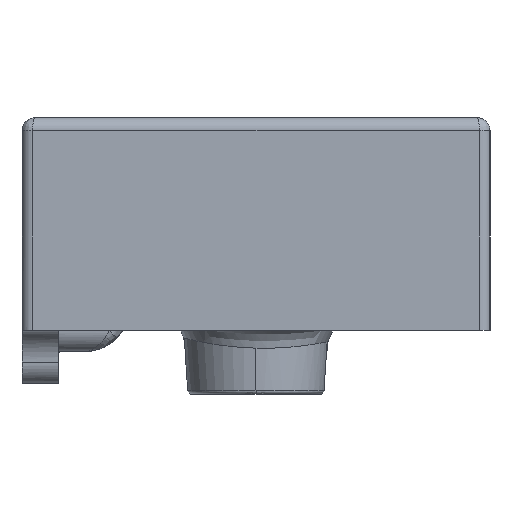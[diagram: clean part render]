
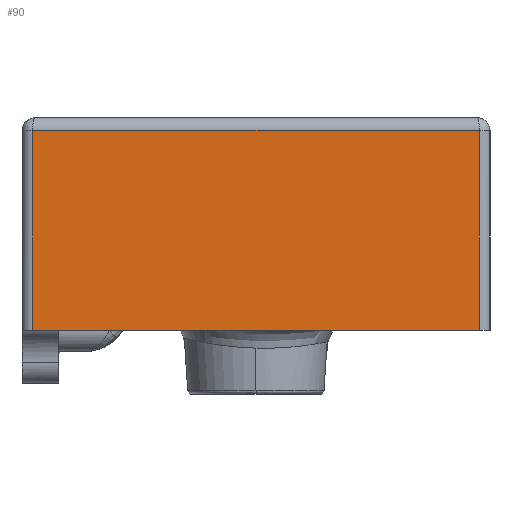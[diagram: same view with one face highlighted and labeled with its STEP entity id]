
A CAD part, left-side view. The second image highlights one B-rep face of the part: STEP entity #90.
In plain terms, the highlighted planar face has unit normal (1, 0, 0).
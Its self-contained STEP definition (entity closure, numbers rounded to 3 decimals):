
#90=ADVANCED_FACE('',(#458),#5961,.T.);
#458=FACE_OUTER_BOUND('',#836,.T.);
#836=EDGE_LOOP('',(#1608,#1609,#1610,#1611));
#1608=ORIENTED_EDGE('',*,*,#3442,.T.);
#1609=ORIENTED_EDGE('',*,*,#3444,.T.);
#1610=ORIENTED_EDGE('',*,*,#3443,.T.);
#1611=ORIENTED_EDGE('',*,*,#3368,.F.);
#3368=EDGE_CURVE('',#5504,#5503,#4740,.T.);
#3442=EDGE_CURVE('',#5504,#5602,#4802,.T.);
#3443=EDGE_CURVE('',#5603,#5503,#4803,.T.);
#3444=EDGE_CURVE('',#5602,#5603,#4804,.T.);
#4740=B_SPLINE_CURVE_WITH_KNOTS('',1,(#20030,#20031),.UNSPECIFIED.,.F.,
 .F.,(2,2),(-210.,0.),.UNSPECIFIED.);
#4802=B_SPLINE_CURVE_WITH_KNOTS('',1,(#20424,#20425),.UNSPECIFIED.,.F.,
 .F.,(2,2),(-94.,0.),.UNSPECIFIED.);
#4803=B_SPLINE_CURVE_WITH_KNOTS('',1,(#20426,#20427),.UNSPECIFIED.,.F.,
 .F.,(2,2),(-94.,0.),.UNSPECIFIED.);
#4804=B_SPLINE_CURVE_WITH_KNOTS('',1,(#20428,#20429),.UNSPECIFIED.,.F.,
 .F.,(2,2),(-210.,0.),.UNSPECIFIED.);
#5503=VERTEX_POINT('',#18701);
#5504=VERTEX_POINT('',#18702);
#5602=VERTEX_POINT('',#18800);
#5603=VERTEX_POINT('',#18801);
#5961=PLANE('',#6343);
#6343=AXIS2_PLACEMENT_3D('',#7733,#6532,$);
#6532=DIRECTION('',(1.,0.,0.));
#7733=CARTESIAN_POINT('',(-200.,126.,103.4));
#18701=CARTESIAN_POINT('',(-200.,-105.,0.));
#18702=CARTESIAN_POINT('',(-200.,105.,0.));
#18800=CARTESIAN_POINT('',(-200.,105.,94.));
#18801=CARTESIAN_POINT('',(-200.,-105.,94.));
#20030=CARTESIAN_POINT('',(-200.,105.,0.));
#20031=CARTESIAN_POINT('',(-200.,-105.,0.));
#20424=CARTESIAN_POINT('',(-200.,105.,0.));
#20425=CARTESIAN_POINT('',(-200.,105.,94.));
#20426=CARTESIAN_POINT('',(-200.,-105.,94.));
#20427=CARTESIAN_POINT('',(-200.,-105.,0.));
#20428=CARTESIAN_POINT('',(-200.,105.,94.));
#20429=CARTESIAN_POINT('',(-200.,-105.,94.));
